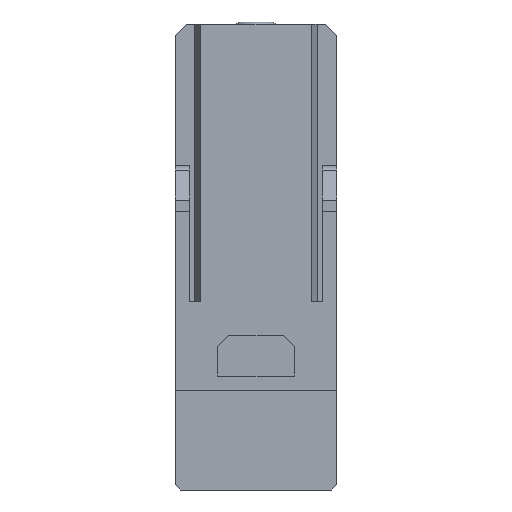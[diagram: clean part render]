
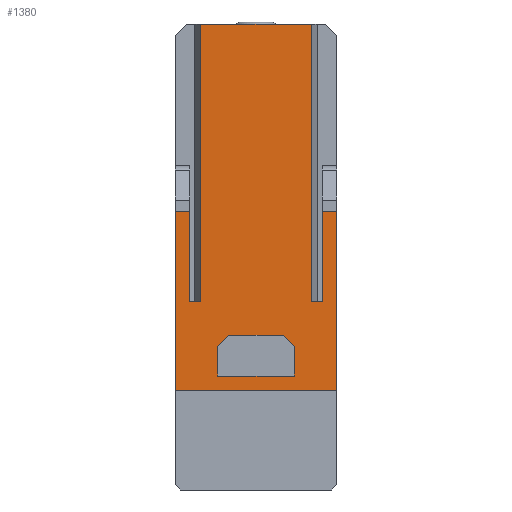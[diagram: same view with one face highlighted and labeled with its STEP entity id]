
A CAD part, left-side view. The second image highlights one B-rep face of the part: STEP entity #1380.
In plain terms, the highlighted planar face has unit normal (-1, 0, 0).
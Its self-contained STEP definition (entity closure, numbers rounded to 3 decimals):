
#1380=ADVANCED_FACE('',(#2691,#2692),#1981,.F.);
#1981=PLANE('',#12021);
#2691=FACE_BOUND('',#2927,.T.);
#2692=FACE_BOUND('',#2928,.T.);
#2927=EDGE_LOOP('',(#3705,#3706,#3707,#3708,#3709,#3710,#3711,#3712,#3713,
#3714,#3715,#3716));
#2928=EDGE_LOOP('',(#3717,#3718,#3719,#3720,#3721,#3722));
#3705=ORIENTED_EDGE('',*,*,#8532,.T.);
#3706=ORIENTED_EDGE('',*,*,#8533,.F.);
#3707=ORIENTED_EDGE('',*,*,#8534,.F.);
#3708=ORIENTED_EDGE('',*,*,#8535,.F.);
#3709=ORIENTED_EDGE('',*,*,#8536,.F.);
#3710=ORIENTED_EDGE('',*,*,#8537,.F.);
#3711=ORIENTED_EDGE('',*,*,#8538,.F.);
#3712=ORIENTED_EDGE('',*,*,#8539,.T.);
#3713=ORIENTED_EDGE('',*,*,#8540,.F.);
#3714=ORIENTED_EDGE('',*,*,#8541,.T.);
#3715=ORIENTED_EDGE('',*,*,#8542,.T.);
#3716=ORIENTED_EDGE('',*,*,#8543,.T.);
#3717=ORIENTED_EDGE('',*,*,#8544,.F.);
#3718=ORIENTED_EDGE('',*,*,#8545,.F.);
#3719=ORIENTED_EDGE('',*,*,#8546,.T.);
#3720=ORIENTED_EDGE('',*,*,#8547,.T.);
#3721=ORIENTED_EDGE('',*,*,#8548,.T.);
#3722=ORIENTED_EDGE('',*,*,#8549,.T.);
#7311=VERTEX_POINT('',#15789);
#7312=VERTEX_POINT('',#15790);
#7313=VERTEX_POINT('',#15792);
#7314=VERTEX_POINT('',#15794);
#7315=VERTEX_POINT('',#15796);
#7316=VERTEX_POINT('',#15798);
#7317=VERTEX_POINT('',#15800);
#7318=VERTEX_POINT('',#15802);
#7319=VERTEX_POINT('',#15804);
#7320=VERTEX_POINT('',#15806);
#7321=VERTEX_POINT('',#15808);
#7322=VERTEX_POINT('',#15810);
#7323=VERTEX_POINT('',#15813);
#7324=VERTEX_POINT('',#15814);
#7325=VERTEX_POINT('',#15816);
#7326=VERTEX_POINT('',#15818);
#7327=VERTEX_POINT('',#15820);
#7328=VERTEX_POINT('',#15822);
#8532=EDGE_CURVE('',#7311,#7312,#10330,.T.);
#8533=EDGE_CURVE('',#7313,#7312,#10331,.T.);
#8534=EDGE_CURVE('',#7314,#7313,#10332,.T.);
#8535=EDGE_CURVE('',#7315,#7314,#10333,.T.);
#8536=EDGE_CURVE('',#7316,#7315,#10334,.T.);
#8537=EDGE_CURVE('',#7317,#7316,#10335,.T.);
#8538=EDGE_CURVE('',#7318,#7317,#10336,.T.);
#8539=EDGE_CURVE('',#7318,#7319,#10337,.T.);
#8540=EDGE_CURVE('',#7320,#7319,#10338,.T.);
#8541=EDGE_CURVE('',#7320,#7321,#10339,.T.);
#8542=EDGE_CURVE('',#7321,#7322,#10340,.T.);
#8543=EDGE_CURVE('',#7322,#7311,#10341,.T.);
#8544=EDGE_CURVE('',#7323,#7324,#10342,.T.);
#8545=EDGE_CURVE('',#7325,#7323,#10343,.T.);
#8546=EDGE_CURVE('',#7325,#7326,#10344,.T.);
#8547=EDGE_CURVE('',#7326,#7327,#10345,.T.);
#8548=EDGE_CURVE('',#7327,#7328,#10346,.T.);
#8549=EDGE_CURVE('',#7328,#7324,#10347,.T.);
#10330=LINE('',#15788,#11196);
#10331=LINE('',#15791,#11197);
#10332=LINE('',#15793,#11198);
#10333=LINE('',#15795,#11199);
#10334=LINE('',#15797,#11200);
#10335=LINE('',#15799,#11201);
#10336=LINE('',#15801,#11202);
#10337=LINE('',#15803,#11203);
#10338=LINE('',#15805,#11204);
#10339=LINE('',#15807,#11205);
#10340=LINE('',#15809,#11206);
#10341=LINE('',#15811,#11207);
#10342=LINE('',#15812,#11208);
#10343=LINE('',#15815,#11209);
#10344=LINE('',#15817,#11210);
#10345=LINE('',#15819,#11211);
#10346=LINE('',#15821,#11212);
#10347=LINE('',#15823,#11213);
#11196=VECTOR('',#13020,1.);
#11197=VECTOR('',#13021,1.);
#11198=VECTOR('',#13022,1.);
#11199=VECTOR('',#13023,1.);
#11200=VECTOR('',#13024,1.);
#11201=VECTOR('',#13025,1.);
#11202=VECTOR('',#13026,1.);
#11203=VECTOR('',#13027,1.);
#11204=VECTOR('',#13028,1.);
#11205=VECTOR('',#13029,1.);
#11206=VECTOR('',#13030,1.);
#11207=VECTOR('',#13031,1.);
#11208=VECTOR('',#13032,1.);
#11209=VECTOR('',#13033,1.);
#11210=VECTOR('',#13034,1.);
#11211=VECTOR('',#13035,1.);
#11212=VECTOR('',#13036,1.);
#11213=VECTOR('',#13037,1.);
#12021=AXIS2_PLACEMENT_3D('',#15824,#13038,#13039);
#13020=DIRECTION('',(0.,-1.,0.));
#13021=DIRECTION('',(0.,0.,-1.));
#13022=DIRECTION('',(0.,-1.,0.));
#13023=DIRECTION('',(0.,0.,1.));
#13024=DIRECTION('',(0.,-1.,0.));
#13025=DIRECTION('',(0.,0.,-1.));
#13026=DIRECTION('',(0.,-1.,0.));
#13027=DIRECTION('',(0.,0.,-1.));
#13028=DIRECTION('',(0.,-1.,0.));
#13029=DIRECTION('',(0.,0.,1.));
#13030=DIRECTION('',(0.,1.,0.));
#13031=DIRECTION('',(0.,0.,-1.));
#13032=DIRECTION('',(0.,-1.,0.));
#13033=DIRECTION('',(0.,0.,-1.));
#13034=DIRECTION('',(0.,-0.707,0.707));
#13035=DIRECTION('',(0.,-1.,0.));
#13036=DIRECTION('',(0.,-0.707,-0.707));
#13037=DIRECTION('',(0.,0.,-1.));
#13038=DIRECTION('',(1.,0.,0.));
#13039=DIRECTION('',(0.,0.,-1.));
#15788=CARTESIAN_POINT('',(-15.149,5.,-61.6));
#15789=CARTESIAN_POINT('',(-15.15,7.3,-61.6));
#15790=CARTESIAN_POINT('',(-15.15,-7.3,-61.6));
#15791=CARTESIAN_POINT('',(-15.149,-7.3,-53.6));
#15792=CARTESIAN_POINT('',(-15.149,-7.3,-45.394));
#15793=CARTESIAN_POINT('',(-15.149,-7.47,-45.394));
#15794=CARTESIAN_POINT('',(-15.149,-6.,-45.394));
#15795=CARTESIAN_POINT('',(-15.149,-6.,-45.394));
#15796=CARTESIAN_POINT('',(-15.149,-6.,-53.6));
#15797=CARTESIAN_POINT('',(-15.149,-7.3,-53.6));
#15798=CARTESIAN_POINT('',(-15.149,-5.,-53.6));
#15799=CARTESIAN_POINT('',(-15.149,-5.,-28.5));
#15800=CARTESIAN_POINT('',(-15.149,-5.,-28.5));
#15801=CARTESIAN_POINT('',(-15.149,5.,-28.5));
#15802=CARTESIAN_POINT('',(-15.149,5.,-28.5));
#15803=CARTESIAN_POINT('',(-15.149,5.,-28.5));
#15804=CARTESIAN_POINT('',(-15.149,5.,-53.6));
#15805=CARTESIAN_POINT('',(-15.149,-7.3,-53.6));
#15806=CARTESIAN_POINT('',(-15.149,6.,-53.6));
#15807=CARTESIAN_POINT('',(-15.149,6.,-45.394));
#15808=CARTESIAN_POINT('',(-15.149,6.,-45.394));
#15809=CARTESIAN_POINT('',(-15.149,7.47,-45.394));
#15810=CARTESIAN_POINT('',(-15.149,7.3,-45.394));
#15811=CARTESIAN_POINT('',(-15.149,7.3,-53.6));
#15812=CARTESIAN_POINT('',(-15.149,-418.274,-60.3));
#15813=CARTESIAN_POINT('',(-15.149,3.45,-60.3));
#15814=CARTESIAN_POINT('',(-15.149,-3.45,-60.3));
#15815=CARTESIAN_POINT('',(-15.149,3.45,-51.6));
#15816=CARTESIAN_POINT('',(-15.149,3.45,-57.6));
#15817=CARTESIAN_POINT('',(-15.149,-10.325,-43.825));
#15818=CARTESIAN_POINT('',(-15.149,2.45,-56.6));
#15819=CARTESIAN_POINT('',(-15.149,-418.274,-56.6));
#15820=CARTESIAN_POINT('',(-15.149,-2.45,-56.6));
#15821=CARTESIAN_POINT('',(-15.149,15.325,-38.825));
#15822=CARTESIAN_POINT('',(-15.149,-3.45,-57.6));
#15823=CARTESIAN_POINT('',(-15.149,-3.45,-51.6));
#15824=CARTESIAN_POINT('',(-15.149,5.,-28.5));
